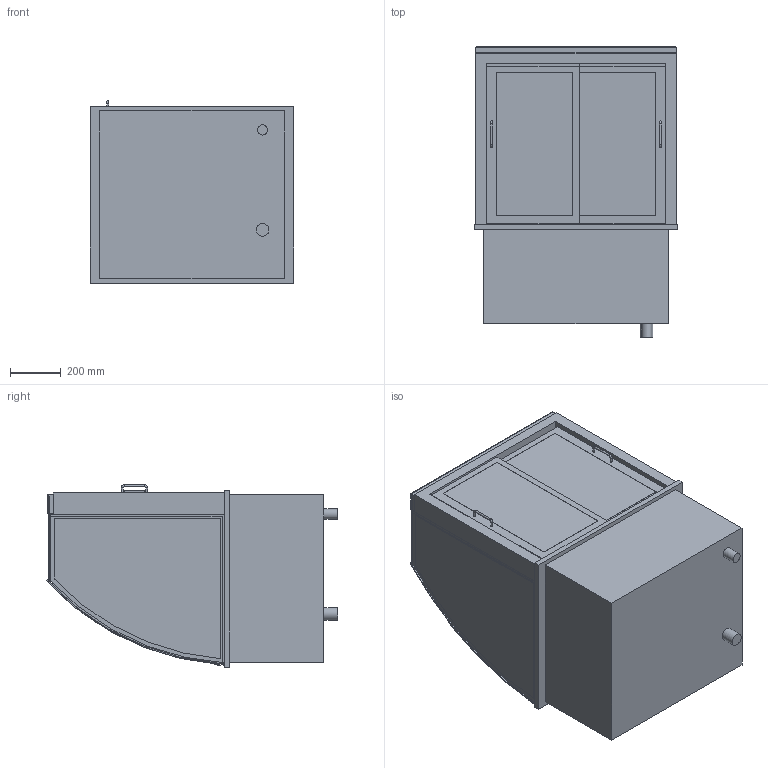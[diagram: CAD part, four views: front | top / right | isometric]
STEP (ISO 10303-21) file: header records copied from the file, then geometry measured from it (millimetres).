
FILE_DESCRIPTION(/* description */ ('vereinfachtes Modell'),/* implementation_level */ '2;1');
FILE_NAME(/* name */ '3D-AKE-00005967.stp',/* time_stamp */ '2024-10-14T14:57:13+02:00',/* author */ ('marina.schachner'),/* organization */ (''),/* preprocessor_version */ 'ST-DEVELOPER v20',/* originating_system */ 'Autodesk Inventor 2024',/* authorisation */ '');
FILE_SCHEMA (('AUTOMOTIVE_DESIGN { 1 0 10303 214 3 1 1 }'));
Length unit declared in the file: millimetre
Products named in the file (1): 3D-AKE-00005797
Bounding box: 800 x 1146.44 x 717 mm (x, y, z)
Volume: 105359722 mm3; surface area: 12011275.3 mm2
Topology: 37 solids, 37 shells, 424 faces, 1032 edges, 686 vertices
Faces by surface type: plane 348, cylinder 72, torus 4
Full cylindrical faces by diameter (mm): 8 x6, 40 x1, 50 x1
Entity records: 12365 total; most frequent: CARTESIAN_POINT 2143, ORIENTED_EDGE 2064, DIRECTION 2050, EDGE_CURVE 1032, LINE 864, VECTOR 864, VERTEX_POINT 686, AXIS2_PLACEMENT_3D 593
